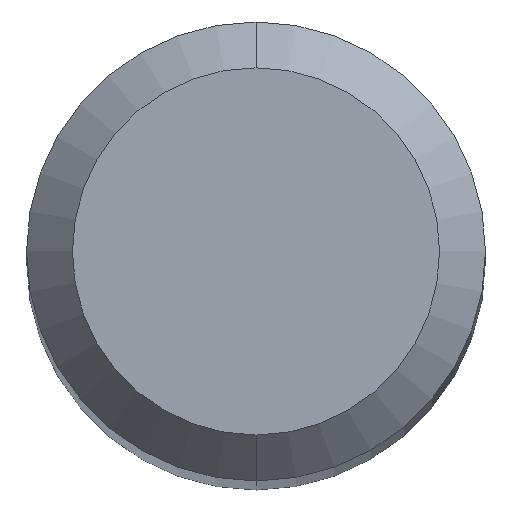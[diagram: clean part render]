
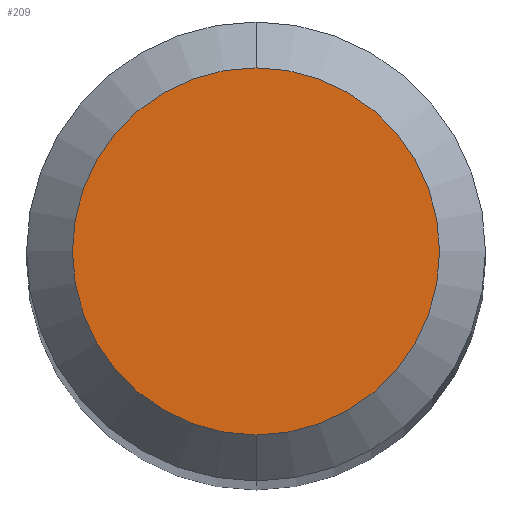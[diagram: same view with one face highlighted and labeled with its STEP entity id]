
A CAD part, top view. The second image highlights one B-rep face of the part: STEP entity #209.
In plain terms, the highlighted planar face has unit normal (0, 0, 1).
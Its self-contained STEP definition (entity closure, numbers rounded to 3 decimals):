
#179=EDGE_CURVE('',#399,#269,#480,.T.);
#209=ADVANCED_FACE('',(#513),#514,.T.);
#269=VERTEX_POINT('',#582);
#381=EDGE_CURVE('',#269,#399,#704,.T.);
#399=VERTEX_POINT('',#723);
#480=CIRCLE('',#801,1.2);
#513=FACE_OUTER_BOUND('',#849,.T.);
#514=PLANE('',#850);
#582=CARTESIAN_POINT('',(0.0,1.2,0.0));
#704=CIRCLE('',#1210,1.2);
#723=CARTESIAN_POINT('',(0.,-1.2,0.0));
#801=AXIS2_PLACEMENT_3D('',#1425,#1426,#1427);
#849=EDGE_LOOP('',(#1463,#1464));
#850=AXIS2_PLACEMENT_3D('',#1465,#1466,#1467);
#1210=AXIS2_PLACEMENT_3D('',#1696,#1697,#1698);
#1425=CARTESIAN_POINT('',(0.0,0.0,0.0));
#1426=DIRECTION('',(0.0,0.0,-1.0));
#1427=DIRECTION('',(0.0,1.0,0.0));
#1463=ORIENTED_EDGE('',*,*,#381,.F.);
#1464=ORIENTED_EDGE('',*,*,#179,.F.);
#1465=CARTESIAN_POINT('',(0.0,0.6,0.0));
#1466=DIRECTION('',(-0.0,0.0,1.0));
#1467=DIRECTION('',(0.0,-1.0,0.0));
#1696=CARTESIAN_POINT('',(0.0,0.0,0.0));
#1697=DIRECTION('',(0.0,0.0,-1.0));
#1698=DIRECTION('',(0.0,1.0,0.0));
